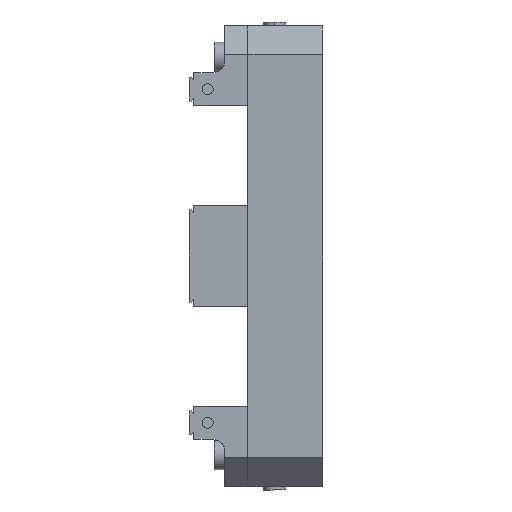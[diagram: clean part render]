
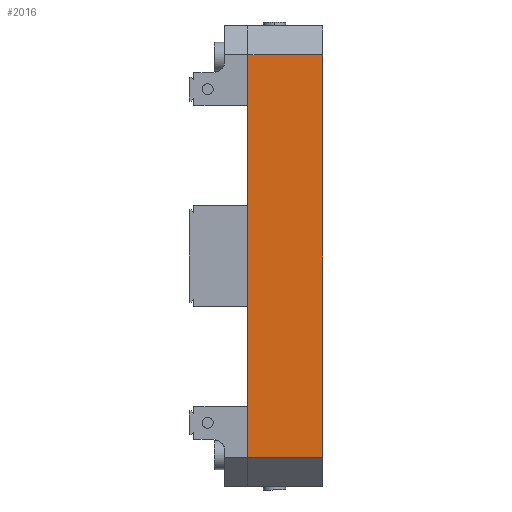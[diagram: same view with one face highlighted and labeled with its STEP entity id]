
A CAD part, left-side view. The second image highlights one B-rep face of the part: STEP entity #2016.
In plain terms, the highlighted planar face has unit normal (-1, 0, 0).
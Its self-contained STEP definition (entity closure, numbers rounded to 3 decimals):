
#216 = VECTOR ( 'NONE', #1829, 1000. ) ;
#452 = DIRECTION ( 'NONE',  ( 1., 0., 0. ) ) ;
#858 = VERTEX_POINT ( 'NONE', #11951 ) ;
#1000 = ORIENTED_EDGE ( 'NONE', *, *, #9575, .F. ) ;
#1384 = DIRECTION ( 'NONE',  ( 0., 0., -1. ) ) ;
#1829 = DIRECTION ( 'NONE',  ( 0., 0., -1. ) ) ;
#2016 = ADVANCED_FACE ( 'NONE', ( #9984 ), #6567, .F. ) ;
#3005 = ORIENTED_EDGE ( 'NONE', *, *, #11564, .T. ) ;
#3117 = CARTESIAN_POINT ( 'NONE',  ( 0., 0., 238.125 ) ) ;
#3741 = CARTESIAN_POINT ( 'NONE',  ( 0., 0., 238.125 ) ) ;
#3955 = VERTEX_POINT ( 'NONE', #9940 ) ;
#4851 = VERTEX_POINT ( 'NONE', #3741 ) ;
#5192 = CARTESIAN_POINT ( 'NONE',  ( 0., 0., 15.875 ) ) ;
#6021 = AXIS2_PLACEMENT_3D ( 'NONE', #12679, #452, #7503 ) ;
#6086 = ORIENTED_EDGE ( 'NONE', *, *, #8717, .F. ) ;
#6567 = PLANE ( 'NONE',  #6021 ) ;
#6751 = EDGE_CURVE ( 'NONE', #10886, #858, #11181, .T. ) ;
#7503 = DIRECTION ( 'NONE',  ( 0., 0., -1. ) ) ;
#8009 = VECTOR ( 'NONE', #9013, 1000. ) ;
#8488 = LINE ( 'NONE', #10795, #216 ) ;
#8717 = EDGE_CURVE ( 'NONE', #3955, #858, #12512, .T. ) ;
#9013 = DIRECTION ( 'NONE',  ( 0., 1., 0. ) ) ;
#9253 = LINE ( 'NONE', #3117, #8009 ) ;
#9312 = DIRECTION ( 'NONE',  ( 0., 1., 0. ) ) ;
#9575 = EDGE_CURVE ( 'NONE', #4851, #3955, #8488, .T. ) ;
#9940 = CARTESIAN_POINT ( 'NONE',  ( 0., 0., 15.875 ) ) ;
#9984 = FACE_OUTER_BOUND ( 'NONE', #12119, .T. ) ;
#10795 = CARTESIAN_POINT ( 'NONE',  ( 0., 0., 254. ) ) ;
#10886 = VERTEX_POINT ( 'NONE', #11849 ) ;
#11181 = LINE ( 'NONE', #12492, #12758 ) ;
#11564 = EDGE_CURVE ( 'NONE', #4851, #10886, #9253, .T. ) ;
#11849 = CARTESIAN_POINT ( 'NONE',  ( 0., 41.275, 238.125 ) ) ;
#11951 = CARTESIAN_POINT ( 'NONE',  ( 0., 41.275, 15.875 ) ) ;
#12119 = EDGE_LOOP ( 'NONE', ( #1000, #3005, #12663, #6086 ) ) ;
#12203 = VECTOR ( 'NONE', #9312, 1000. ) ;
#12492 = CARTESIAN_POINT ( 'NONE',  ( 0., 41.275, 254. ) ) ;
#12512 = LINE ( 'NONE', #5192, #12203 ) ;
#12663 = ORIENTED_EDGE ( 'NONE', *, *, #6751, .T. ) ;
#12679 = CARTESIAN_POINT ( 'NONE',  ( 0., 0., 254. ) ) ;
#12758 = VECTOR ( 'NONE', #1384, 1000. ) ;
